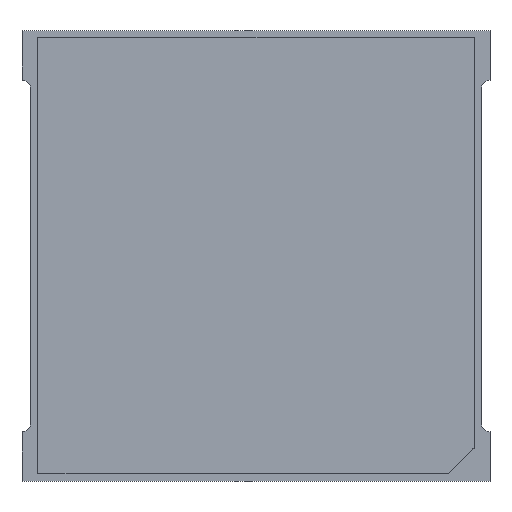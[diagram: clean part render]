
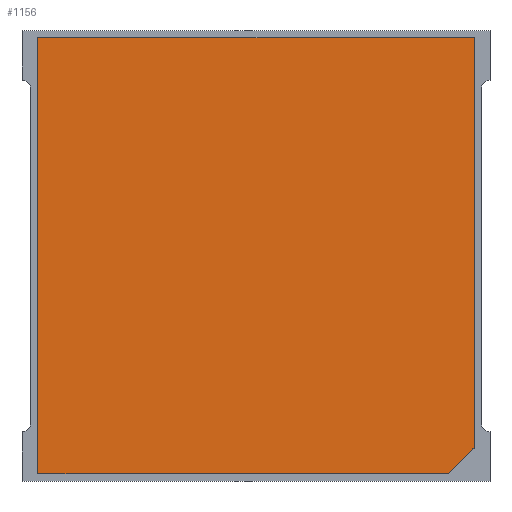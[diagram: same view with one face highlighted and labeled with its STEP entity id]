
A CAD part, top view. The second image highlights one B-rep face of the part: STEP entity #1156.
In plain terms, the highlighted planar face has unit normal (0, 0, 1).
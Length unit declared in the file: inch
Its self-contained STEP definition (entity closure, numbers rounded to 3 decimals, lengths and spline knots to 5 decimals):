
#1022=FACE_OUTER_BOUND('',#1465,.T.);
#1156=ADVANCED_FACE('',(#1022),#1282,.T.);
#1282=PLANE('',#3453);
#1465=EDGE_LOOP('',(#2131,#2132,#2133,#2134,#2135));
#2131=ORIENTED_EDGE('',*,*,#2672,.T.);
#2132=ORIENTED_EDGE('',*,*,#2675,.T.);
#2133=ORIENTED_EDGE('',*,*,#2677,.T.);
#2134=ORIENTED_EDGE('',*,*,#2679,.T.);
#2135=ORIENTED_EDGE('',*,*,#2680,.T.);
#2349=VERTEX_POINT('',#4727);
#2350=VERTEX_POINT('',#4729);
#2351=VERTEX_POINT('',#4733);
#2352=VERTEX_POINT('',#4737);
#2353=VERTEX_POINT('',#4741);
#2672=EDGE_CURVE('',#2350,#2349,#2983,.T.);
#2675=EDGE_CURVE('',#2349,#2351,#2986,.T.);
#2677=EDGE_CURVE('',#2351,#2352,#2988,.T.);
#2679=EDGE_CURVE('',#2352,#2353,#2990,.T.);
#2680=EDGE_CURVE('',#2353,#2350,#2991,.T.);
#2983=LINE('',#4728,#3294);
#2986=LINE('',#4734,#3297);
#2988=LINE('',#4738,#3299);
#2990=LINE('',#4742,#3301);
#2991=LINE('',#4744,#3302);
#3294=VECTOR('',#4046,1.);
#3297=VECTOR('',#4051,1.);
#3299=VECTOR('',#4055,1.);
#3301=VECTOR('',#4059,1.);
#3302=VECTOR('',#4062,1.);
#3453=AXIS2_PLACEMENT_3D('',#4746,#4065,#4066);
#4046=DIRECTION('',(0.,-1.,0.));
#4051=DIRECTION('',(1.,0.,0.));
#4055=DIRECTION('',(0.707,0.707,0.));
#4059=DIRECTION('',(0.,1.,0.));
#4062=DIRECTION('',(-1.,0.,0.));
#4065=DIRECTION('',(0.,0.,1.));
#4066=DIRECTION('',(1.,0.,0.));
#4727=CARTESIAN_POINT('',(0.00984,-0.60039,0.19882));
#4728=CARTESIAN_POINT('',(0.00984,-0.00984,0.19882));
#4729=CARTESIAN_POINT('',(0.00984,-0.00984,0.19882));
#4733=CARTESIAN_POINT('',(0.56539,-0.60039,0.19882));
#4734=CARTESIAN_POINT('',(0.00984,-0.60039,0.19882));
#4737=CARTESIAN_POINT('',(0.60039,-0.56539,0.19882));
#4738=CARTESIAN_POINT('',(0.56539,-0.60039,0.19882));
#4741=CARTESIAN_POINT('',(0.60039,-0.00984,0.19882));
#4742=CARTESIAN_POINT('',(0.60039,-0.56539,0.19882));
#4744=CARTESIAN_POINT('',(0.60039,-0.00984,0.19882));
#4746=CARTESIAN_POINT('',(0.,0.,0.19882));
